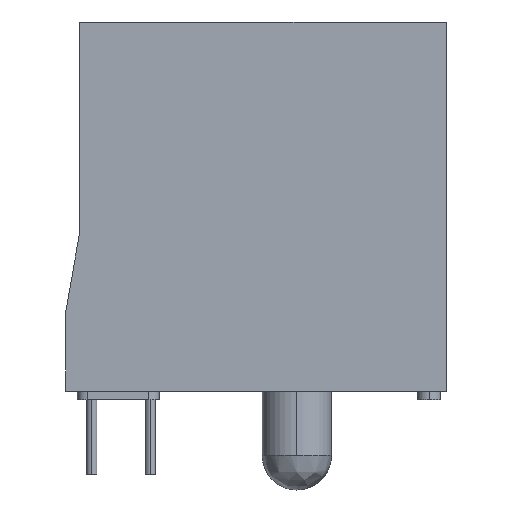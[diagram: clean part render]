
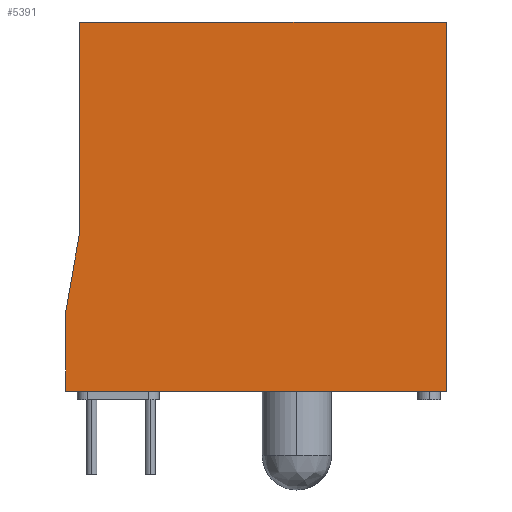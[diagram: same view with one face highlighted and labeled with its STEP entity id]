
A CAD part, left-side view. The second image highlights one B-rep face of the part: STEP entity #5391.
In plain terms, the highlighted planar face has unit normal (-1, 0, 0).
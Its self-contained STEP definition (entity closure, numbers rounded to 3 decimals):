
#156 = LINE ( 'NONE', #4261, #1795 ) ;
#182 = LINE ( 'NONE', #2584, #3234 ) ;
#381 = DIRECTION ( 'NONE',  ( 0., 0., -1. ) ) ;
#507 = LINE ( 'NONE', #3624, #2574 ) ;
#574 = LINE ( 'NONE', #1841, #2639 ) ;
#674 = DIRECTION ( 'NONE',  ( 0., 0., -1. ) ) ;
#861 = VECTOR ( 'NONE', #4865, 1000. ) ;
#943 = DIRECTION ( 'NONE',  ( 0., 0., 1. ) ) ;
#988 = CARTESIAN_POINT ( 'NONE',  ( -7.75, 7.65, 10.182 ) ) ;
#1007 = VERTEX_POINT ( 'NONE', #2385 ) ;
#1051 = LINE ( 'NONE', #5311, #861 ) ;
#1140 = VERTEX_POINT ( 'NONE', #5560 ) ;
#1152 = VERTEX_POINT ( 'NONE', #988 ) ;
#1158 = ORIENTED_EDGE ( 'NONE', *, *, #3163, .F. ) ;
#1293 = FACE_OUTER_BOUND ( 'NONE', #2774, .T. ) ;
#1344 = EDGE_CURVE ( 'NONE', #3127, #1140, #182, .T. ) ;
#1355 = CARTESIAN_POINT ( 'NONE',  ( -7.75, 8.25, -2.401 ) ) ;
#1656 = ORIENTED_EDGE ( 'NONE', *, *, #4701, .F. ) ;
#1795 = VECTOR ( 'NONE', #674, 1000. ) ;
#1841 = CARTESIAN_POINT ( 'NONE',  ( -7.75, -8.58, 10.182 ) ) ;
#1988 = EDGE_CURVE ( 'NONE', #4125, #3127, #3611, .T. ) ;
#2169 = PLANE ( 'NONE',  #3314 ) ;
#2385 = CARTESIAN_POINT ( 'NONE',  ( -7.75, -8.25, -5.818 ) ) ;
#2573 = ORIENTED_EDGE ( 'NONE', *, *, #4376, .F. ) ;
#2574 = VECTOR ( 'NONE', #4093, 1000. ) ;
#2584 = CARTESIAN_POINT ( 'NONE',  ( -7.75, 8.25, -2.401 ) ) ;
#2610 = ORIENTED_EDGE ( 'NONE', *, *, #1344, .F. ) ;
#2639 = VECTOR ( 'NONE', #5472, 1000. ) ;
#2774 = EDGE_LOOP ( 'NONE', ( #3907, #1158, #2573, #4077, #1656, #2610 ) ) ;
#3026 = DIRECTION ( 'NONE',  ( 0., -0.174, 0.985 ) ) ;
#3065 = CARTESIAN_POINT ( 'NONE',  ( -7.75, -8.58, 10.502 ) ) ;
#3127 = VERTEX_POINT ( 'NONE', #1355 ) ;
#3163 = EDGE_CURVE ( 'NONE', #1007, #4125, #507, .T. ) ;
#3234 = VECTOR ( 'NONE', #3026, 1000. ) ;
#3236 = EDGE_CURVE ( 'NONE', #1152, #3350, #574, .T. ) ;
#3314 = AXIS2_PLACEMENT_3D ( 'NONE', #3065, #3987, #381 ) ;
#3350 = VERTEX_POINT ( 'NONE', #3763 ) ;
#3467 = VECTOR ( 'NONE', #943, 1000. ) ;
#3611 = LINE ( 'NONE', #4534, #3467 ) ;
#3624 = CARTESIAN_POINT ( 'NONE',  ( -7.75, -8.58, -5.818 ) ) ;
#3763 = CARTESIAN_POINT ( 'NONE',  ( -7.75, -8.25, 10.182 ) ) ;
#3907 = ORIENTED_EDGE ( 'NONE', *, *, #1988, .F. ) ;
#3987 = DIRECTION ( 'NONE',  ( 1., 0., 0. ) ) ;
#4077 = ORIENTED_EDGE ( 'NONE', *, *, #3236, .F. ) ;
#4093 = DIRECTION ( 'NONE',  ( 0., 1., 0. ) ) ;
#4125 = VERTEX_POINT ( 'NONE', #5315 ) ;
#4261 = CARTESIAN_POINT ( 'NONE',  ( -7.75, -8.25, 10.502 ) ) ;
#4376 = EDGE_CURVE ( 'NONE', #3350, #1007, #156, .T. ) ;
#4534 = CARTESIAN_POINT ( 'NONE',  ( -7.75, 8.25, 10.502 ) ) ;
#4701 = EDGE_CURVE ( 'NONE', #1140, #1152, #1051, .T. ) ;
#4865 = DIRECTION ( 'NONE',  ( 0., 0., 1. ) ) ;
#5311 = CARTESIAN_POINT ( 'NONE',  ( -7.75, 7.65, 10.502 ) ) ;
#5315 = CARTESIAN_POINT ( 'NONE',  ( -7.75, 8.25, -5.818 ) ) ;
#5391 = ADVANCED_FACE ( 'NONE', ( #1293 ), #2169, .F. ) ;
#5472 = DIRECTION ( 'NONE',  ( 0., -1., 0. ) ) ;
#5560 = CARTESIAN_POINT ( 'NONE',  ( -7.75, 7.65, 1.002 ) ) ;
